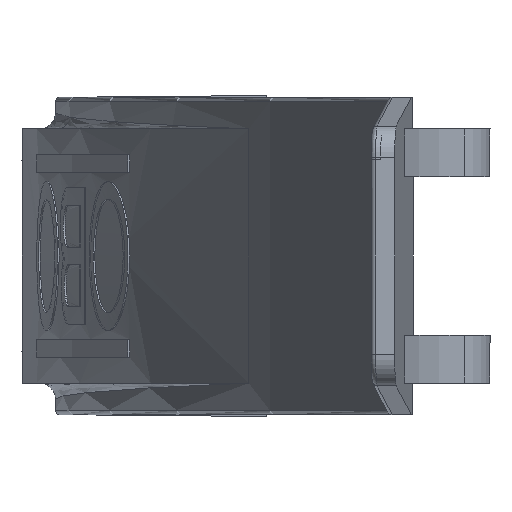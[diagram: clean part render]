
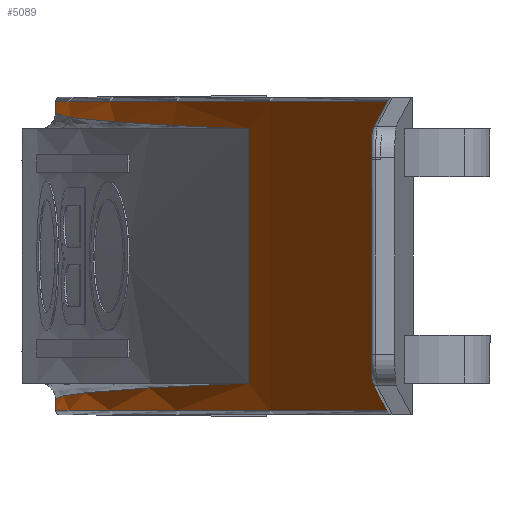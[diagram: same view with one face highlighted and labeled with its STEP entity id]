
A CAD part, left-side view. The second image highlights one B-rep face of the part: STEP entity #5089.
In plain terms, the highlighted cylindrical face has radius 208 mm (diameter 416 mm), a partial arc.
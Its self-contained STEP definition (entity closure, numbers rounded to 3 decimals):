
#1466=CARTESIAN_POINT('',(70.913,49.019,-9.));
#1467=CARTESIAN_POINT('',(70.866,49.019,-8.999));
#1468=CARTESIAN_POINT('',(70.815,49.021,-8.998));
#1469=CARTESIAN_POINT('',(70.772,49.021,-8.998));
#1479=CARTESIAN_POINT('',(70.772,49.021,-8.998));
#1481=CARTESIAN_POINT('',(0.843,36.861,
-8.));
#1482=CARTESIAN_POINT('',(3.648,37.865,-8.042));
#1483=CARTESIAN_POINT('',(9.302,39.752,-8.125));
#1484=CARTESIAN_POINT('',(17.893,42.214,-8.25));
#1485=CARTESIAN_POINT('',(26.578,44.305,-8.375));
#1486=CARTESIAN_POINT('',(35.35,46.021,-8.5));
#1487=CARTESIAN_POINT('',(44.177,47.358,-8.624));
#1488=CARTESIAN_POINT('',(55.982,48.633,-8.79));
#1489=CARTESIAN_POINT('',(64.86,49.017,-8.915));
#1490=CARTESIAN_POINT('',(70.772,49.021,-8.998));
#1492=DIRECTION('',(0.,0.,-1.));
#1493=VECTOR('',#1492,16.);
#1494=CARTESIAN_POINT('',(0.843,36.861,8.));
#1495=LINE('',#1494,#1493);
#1496=CARTESIAN_POINT('',(70.772,49.021,8.998));
#1497=CARTESIAN_POINT('',(64.86,49.017,8.915));
#1498=CARTESIAN_POINT('',(55.982,48.633,8.79));
#1499=CARTESIAN_POINT('',(44.177,47.358,8.624));
#1500=CARTESIAN_POINT('',(35.35,46.021,8.5));
#1501=CARTESIAN_POINT('',(26.578,44.305,8.375));
#1502=CARTESIAN_POINT('',(17.893,42.214,8.25));
#1503=CARTESIAN_POINT('',(9.302,39.752,8.125));
#1504=CARTESIAN_POINT('',(3.648,37.865,8.042));
#1505=CARTESIAN_POINT('',(0.843,36.861,8.));
#1507=DIRECTION('',(0.,0.,-1.));
#1508=VECTOR('',#1507,0.7);
#1509=CARTESIAN_POINT('',(70.913,49.019,9.7));
#1510=LINE('',#1509,#1508);
#1511=DIRECTION('',(0.,0.,1.));
#1512=VECTOR('',#1511,19.4);
#1513=CARTESIAN_POINT('',(-20.012,28.093,-9.7));
#1514=LINE('',#1513,#1512);
#1515=DIRECTION('',(0.,0.,-1.));
#1516=VECTOR('',#1515,0.7);
#1517=CARTESIAN_POINT('',(70.913,49.019,-9.));
#1518=LINE('',#1517,#1516);
#2390=CARTESIAN_POINT('',(70.772,49.021,8.998));
#2397=CARTESIAN_POINT('',(70.772,49.021,8.998));
#2398=CARTESIAN_POINT('',(70.815,49.021,8.998));
#2399=CARTESIAN_POINT('',(70.866,49.019,8.999));
#2400=CARTESIAN_POINT('',(70.913,49.019,9.));
#2523=CARTESIAN_POINT('',(70.913,-158.981,9.7));
#2524=DIRECTION('',(0.,0.,1.));
#2525=DIRECTION('',(0.,1.,0.));
#2526=AXIS2_PLACEMENT_3D('',#2523,#2524,#2525);
#2541=CARTESIAN_POINT('',(70.913,-158.981,-9.7));
#2542=DIRECTION('',(0.,0.,-1.));
#2543=DIRECTION('',(-0.437,0.899,0.));
#2544=AXIS2_PLACEMENT_3D('',#2541,#2542,#2543);
#2632=CARTESIAN_POINT('',(70.913,49.019,-9.));
#2633=CARTESIAN_POINT('',(70.913,49.019,-9.7));
#2634=VERTEX_POINT('',#2632);
#2635=VERTEX_POINT('',#2633);
#2959=CARTESIAN_POINT('',(70.913,49.019,9.7));
#2960=CARTESIAN_POINT('',(70.913,49.019,9.));
#2961=VERTEX_POINT('',#2959);
#2962=VERTEX_POINT('',#2960);
#2973=CARTESIAN_POINT('',(-20.012,28.093,-9.7));
#2974=CARTESIAN_POINT('',(-20.012,28.093,9.7));
#2975=VERTEX_POINT('',#2973);
#2976=VERTEX_POINT('',#2974);
#2990=CARTESIAN_POINT('',(0.843,36.861,8.));
#2991=CARTESIAN_POINT('',(0.843,36.861,
-8.));
#2992=VERTEX_POINT('',#2990);
#2993=VERTEX_POINT('',#2991);
#3143=VERTEX_POINT('',#2390);
#3147=VERTEX_POINT('',#1479);
#5065=CARTESIAN_POINT('',(70.913,-158.981,12.05));
#5066=DIRECTION('',(0.,0.,1.));
#5067=DIRECTION('',(1.,0.,0.));
#5068=AXIS2_PLACEMENT_3D('',#5065,#5066,#5067);
#5069=CYLINDRICAL_SURFACE('',#5068,208.);
#5070=ORIENTED_EDGE('',*,*,#5009,.T.);
#5071=ORIENTED_EDGE('',*,*,#5060,.F.);
#5073=ORIENTED_EDGE('',*,*,#5072,.F.);
#5075=ORIENTED_EDGE('',*,*,#5074,.F.);
#5077=ORIENTED_EDGE('',*,*,#5076,.T.);
#5079=ORIENTED_EDGE('',*,*,#5078,.F.);
#5081=ORIENTED_EDGE('',*,*,#5080,.T.);
#5082=ORIENTED_EDGE('',*,*,#4416,.F.);
#5084=ORIENTED_EDGE('',*,*,#5083,.T.);
#5086=ORIENTED_EDGE('',*,*,#5085,.F.);
#5087=EDGE_LOOP('',(#5070,#5071,#5073,#5075,#5077,#5079,#5081,#5082,#5084,
#5086));
#5088=FACE_OUTER_BOUND('',#5087,.F.);
#5089=ADVANCED_FACE('',(#5088),#5069,.T.);
#1470=B_SPLINE_CURVE_WITH_KNOTS('',3,(#1466,#1467,#1468,#1469),.UNSPECIFIED.,
.F.,.F.,(4,4),(0.,1.),.UNSPECIFIED.);
#1491=B_SPLINE_CURVE_WITH_KNOTS('',3,(#1481,#1482,#1483,#1484,#1485,#1486,#1487,
#1488,#1489,#1490),.UNSPECIFIED.,.F.,.F.,(4,1,1,1,1,1,1,4),(0.,
0.125,0.25,0.375,0.5,
0.625,0.75,1.),.UNSPECIFIED.);
#1506=B_SPLINE_CURVE_WITH_KNOTS('',3,(#1496,#1497,#1498,#1499,#1500,#1501,#1502,
#1503,#1504,#1505),.UNSPECIFIED.,.F.,.F.,(4,1,1,1,1,1,1,4),(0.,
0.25,0.375,0.5,0.625,
0.75,0.875,1.),.UNSPECIFIED.);
#2401=B_SPLINE_CURVE_WITH_KNOTS('',3,(#2397,#2398,#2399,#2400),.UNSPECIFIED.,
.F.,.F.,(4,4),(0.,1.),.UNSPECIFIED.);
#2527=CIRCLE('',#2526,208.);
#2545=CIRCLE('',#2544,208.);
#4416=EDGE_CURVE('',#2975,#2976,#1514,.T.);
#5009=EDGE_CURVE('',#2634,#3147,#1470,.T.);
#5060=EDGE_CURVE('',#2993,#3147,#1491,.T.);
#5072=EDGE_CURVE('',#2992,#2993,#1495,.T.);
#5074=EDGE_CURVE('',#3143,#2992,#1506,.T.);
#5076=EDGE_CURVE('',#3143,#2962,#2401,.T.);
#5078=EDGE_CURVE('',#2961,#2962,#1510,.T.);
#5080=EDGE_CURVE('',#2961,#2976,#2527,.T.);
#5083=EDGE_CURVE('',#2975,#2635,#2545,.T.);
#5085=EDGE_CURVE('',#2634,#2635,#1518,.T.);
